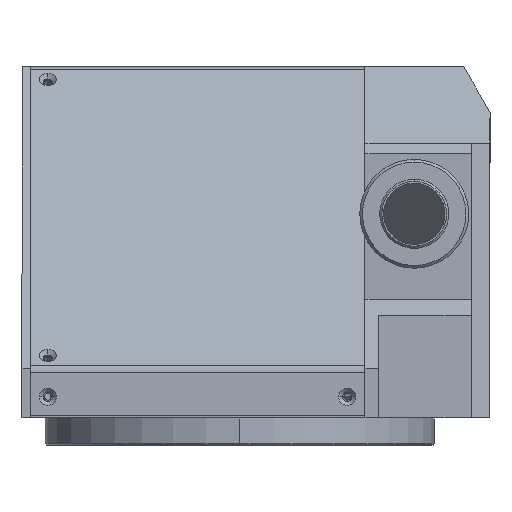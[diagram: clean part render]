
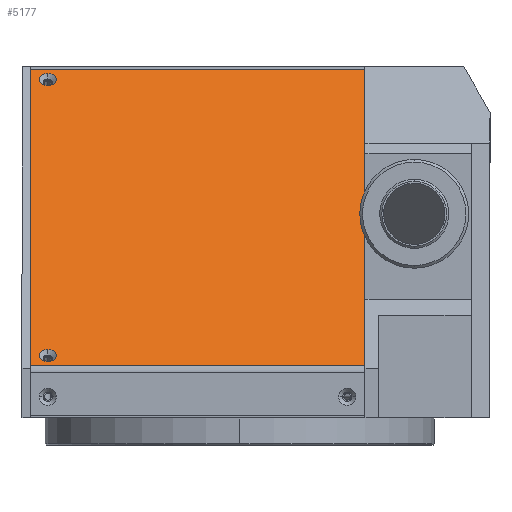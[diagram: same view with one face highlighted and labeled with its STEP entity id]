
A CAD part, left-side view. The second image highlights one B-rep face of the part: STEP entity #5177.
In plain terms, the highlighted planar face has unit normal (-0.707, 0, 0.707).
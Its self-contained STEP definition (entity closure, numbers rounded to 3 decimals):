
#114 = AXIS2_PLACEMENT_3D ( 'NONE', #7859, #1998, #5304 ) ;
#405 = DIRECTION ( 'NONE',  ( 0.707, 0., 0.707 ) ) ;
#722 = VECTOR ( 'NONE', #4884, 1000. ) ;
#730 = DIRECTION ( 'NONE',  ( 0.707, 0., 0.707 ) ) ;
#981 = AXIS2_PLACEMENT_3D ( 'NONE', #8911, #10561, #405 ) ;
#1236 = ORIENTED_EDGE ( 'NONE', *, *, #8831, .F. ) ;
#1246 = ORIENTED_EDGE ( 'NONE', *, *, #8882, .F. ) ;
#1274 = EDGE_CURVE ( 'NONE', #2021, #4882, #9336, .T. ) ;
#1450 = CARTESIAN_POINT ( 'NONE',  ( 31.615, 77., 134.828 ) ) ;
#1694 = CIRCLE ( 'NONE', #981, 3.15 ) ;
#1831 = ORIENTED_EDGE ( 'NONE', *, *, #2562, .T. ) ;
#1918 = VERTEX_POINT ( 'NONE', #8784 ) ;
#1998 = DIRECTION ( 'NONE',  ( -0.707, 0., 0.707 ) ) ;
#2021 = VERTEX_POINT ( 'NONE', #1450 ) ;
#2135 = CARTESIAN_POINT ( 'NONE',  ( -76.828, 77., 26.385 ) ) ;
#2287 = EDGE_LOOP ( 'NONE', ( #7235, #5472 ) ) ;
#2562 = EDGE_CURVE ( 'NONE', #2021, #10403, #10614, .T. ) ;
#2618 = LINE ( 'NONE', #9617, #9388 ) ;
#2785 = CARTESIAN_POINT ( 'NONE',  ( -73.293, 70.5, 29.92 ) ) ;
#2792 = CARTESIAN_POINT ( 'NONE',  ( 30.307, 70.5, 133.52 ) ) ;
#2995 = FACE_OUTER_BOUND ( 'NONE', #10606, .T. ) ;
#3196 = VERTEX_POINT ( 'NONE', #2792 ) ;
#3208 = AXIS2_PLACEMENT_3D ( 'NONE', #10696, #5705, #730 ) ;
#3348 = CIRCLE ( 'NONE', #3208, 3.15 ) ;
#3880 = DIRECTION ( 'NONE',  ( -0.707, 0., 0.707 ) ) ;
#3981 = EDGE_CURVE ( 'NONE', #4882, #6717, #8120, .T. ) ;
#4068 = VECTOR ( 'NONE', #8158, 1000. ) ;
#4882 = VERTEX_POINT ( 'NONE', #4998 ) ;
#4884 = DIRECTION ( 'NONE',  ( -0.707, 0., -0.707 ) ) ;
#4998 = CARTESIAN_POINT ( 'NONE',  ( 31.615, -46., 134.828 ) ) ;
#5137 = EDGE_LOOP ( 'NONE', ( #7723, #1246 ) ) ;
#5177 = ADVANCED_FACE ( 'NONE', ( #9647, #5219, #2995 ), #8857, .T. ) ;
#5219 = FACE_BOUND ( 'NONE', #2287, .T. ) ;
#5229 = DIRECTION ( 'NONE',  ( -0.707, 0., 0.707 ) ) ;
#5304 = DIRECTION ( 'NONE',  ( 0.707, 0., 0.707 ) ) ;
#5461 = EDGE_CURVE ( 'NONE', #1918, #5889, #9635, .T. ) ;
#5472 = ORIENTED_EDGE ( 'NONE', *, *, #10657, .F. ) ;
#5578 = CARTESIAN_POINT ( 'NONE',  ( -76.828, -46., 26.385 ) ) ;
#5705 = DIRECTION ( 'NONE',  ( -0.707, 0., 0.707 ) ) ;
#5889 = VERTEX_POINT ( 'NONE', #5908 ) ;
#5908 = CARTESIAN_POINT ( 'NONE',  ( -75.52, 70.5, 27.693 ) ) ;
#5976 = EDGE_CURVE ( 'NONE', #3196, #9009, #7798, .T. ) ;
#6484 = CARTESIAN_POINT ( 'NONE',  ( -77.414, -46., 25.799 ) ) ;
#6488 = CARTESIAN_POINT ( 'NONE',  ( 25.852, 70.5, 129.066 ) ) ;
#6717 = VERTEX_POINT ( 'NONE', #5578 ) ;
#6866 = VECTOR ( 'NONE', #9559, 1000. ) ;
#7235 = ORIENTED_EDGE ( 'NONE', *, *, #5976, .F. ) ;
#7652 = AXIS2_PLACEMENT_3D ( 'NONE', #8037, #3880, #8892 ) ;
#7723 = ORIENTED_EDGE ( 'NONE', *, *, #5461, .F. ) ;
#7798 = CIRCLE ( 'NONE', #114, 3.15 ) ;
#7859 = CARTESIAN_POINT ( 'NONE',  ( 28.08, 70.5, 131.293 ) ) ;
#8037 = CARTESIAN_POINT ( 'NONE',  ( -77.414, 294.359, 25.799 ) ) ;
#8120 = LINE ( 'NONE', #6484, #4068 ) ;
#8158 = DIRECTION ( 'NONE',  ( -0.707, 0., -0.707 ) ) ;
#8762 = DIRECTION ( 'NONE',  ( 0., 1., 0. ) ) ;
#8776 = CARTESIAN_POINT ( 'NONE',  ( 31.615, 294.359, 134.828 ) ) ;
#8784 = CARTESIAN_POINT ( 'NONE',  ( -71.066, 70.5, 32.148 ) ) ;
#8831 = EDGE_CURVE ( 'NONE', #6717, #10403, #2618, .T. ) ;
#8857 = PLANE ( 'NONE',  #7652 ) ;
#8882 = EDGE_CURVE ( 'NONE', #5889, #1918, #1694, .T. ) ;
#8892 = DIRECTION ( 'NONE',  ( 0.707, 0., 0.707 ) ) ;
#8911 = CARTESIAN_POINT ( 'NONE',  ( -73.293, 70.5, 29.92 ) ) ;
#8947 = CARTESIAN_POINT ( 'NONE',  ( -77.414, 77., 25.799 ) ) ;
#9009 = VERTEX_POINT ( 'NONE', #6488 ) ;
#9263 = AXIS2_PLACEMENT_3D ( 'NONE', #2785, #5229, #9484 ) ;
#9321 = ORIENTED_EDGE ( 'NONE', *, *, #1274, .F. ) ;
#9336 = LINE ( 'NONE', #8776, #6866 ) ;
#9388 = VECTOR ( 'NONE', #8762, 1000. ) ;
#9484 = DIRECTION ( 'NONE',  ( 0.707, 0., 0.707 ) ) ;
#9559 = DIRECTION ( 'NONE',  ( 0., -1., 0. ) ) ;
#9617 = CARTESIAN_POINT ( 'NONE',  ( -76.828, 294.359, 26.385 ) ) ;
#9635 = CIRCLE ( 'NONE', #9263, 3.15 ) ;
#9647 = FACE_BOUND ( 'NONE', #5137, .T. ) ;
#10068 = ORIENTED_EDGE ( 'NONE', *, *, #3981, .F. ) ;
#10403 = VERTEX_POINT ( 'NONE', #2135 ) ;
#10561 = DIRECTION ( 'NONE',  ( -0.707, 0., 0.707 ) ) ;
#10606 = EDGE_LOOP ( 'NONE', ( #1831, #1236, #10068, #9321 ) ) ;
#10614 = LINE ( 'NONE', #8947, #722 ) ;
#10657 = EDGE_CURVE ( 'NONE', #9009, #3196, #3348, .T. ) ;
#10696 = CARTESIAN_POINT ( 'NONE',  ( 28.08, 70.5, 131.293 ) ) ;
